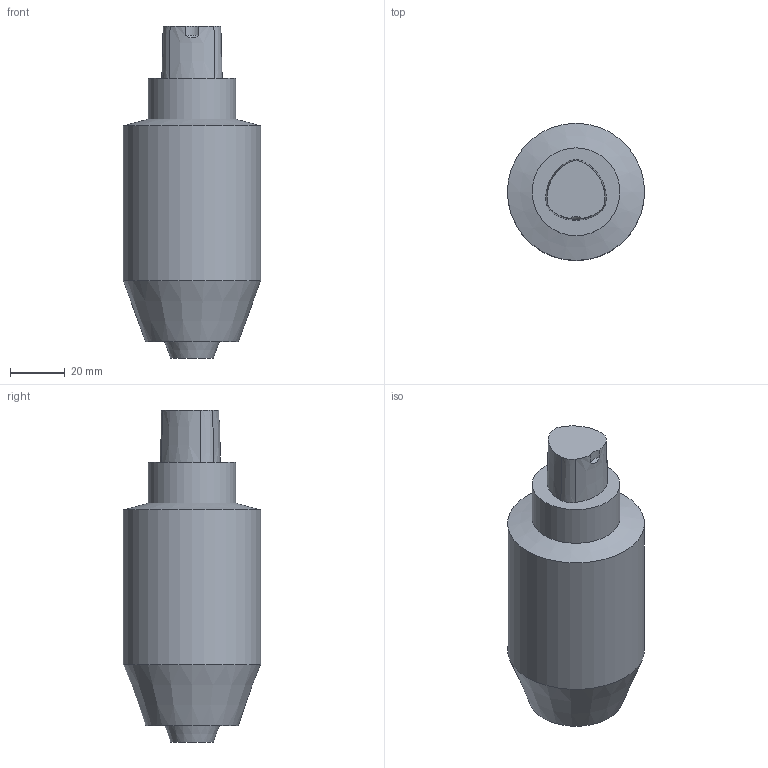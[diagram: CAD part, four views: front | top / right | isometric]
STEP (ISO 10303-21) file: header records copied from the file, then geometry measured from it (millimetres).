
FILE_DESCRIPTION(/* description */ ('3-D model version:1'),/* implementation_level */ '2;1');
FILE_NAME(/* name */ 'C3-391.32-13102',/* time_stamp */ '2016-12-02T14:01:49',/* author */ ('InteractiveCad'),/* organization */ ('AB Sandvik Coromant'),/* preprocessor_version */ 'ST-DEVELOPER v11',/* originating_system */ 'SIEMENS UGS NX 6.0',/* authorization */ '');
FILE_SCHEMA(('AUTOMOTIVE_DESIGN'));
Length unit declared in the file: millimetre
Products named in the file (1): ds681106m47h
Bounding box: 50 x 50 x 121 mm (x, y, z)
Volume: 165419.8 mm3; surface area: 17876.7 mm2
Topology: 1 solids, 1 shells, 17 faces, 36 edges, 23 vertices
Faces by surface type: cone 10, plane 4, cylinder 3
Full cylindrical faces by diameter (mm): 32 x1, 50 x1
Entity records: 496 total; most frequent: DIRECTION 96, CARTESIAN_POINT 90, ORIENTED_EDGE 62, AXIS2_PLACEMENT_3D 45, EDGE_CURVE 31, EDGE_LOOP 24, CIRCLE 24, VERTEX_POINT 23
